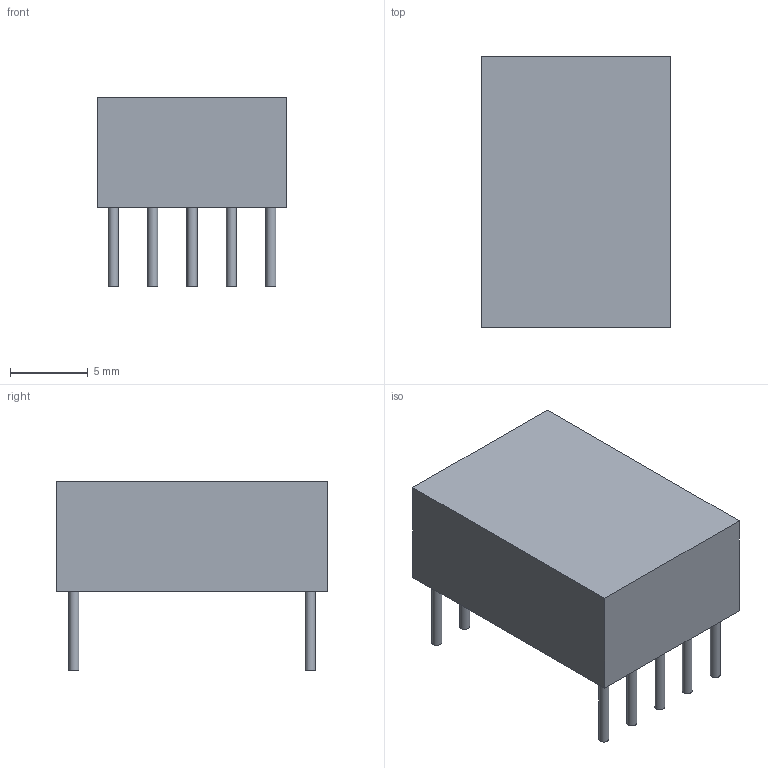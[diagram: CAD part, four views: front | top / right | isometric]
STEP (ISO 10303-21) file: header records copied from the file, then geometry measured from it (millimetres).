
FILE_DESCRIPTION(('FreeCAD Model'),'2;1');
FILE_NAME('1375588.1.4.stp','2020-09-08T12:03:51',( 'Author'),(''),'Open CASCADE STEP processor 6.9','FreeCAD','Unknown' );
FILE_SCHEMA(('AUTOMOTIVE_DESIGN { 1 0 10303 214 1 1 1 1 }'));
Length unit declared in the file: millimetre
Products named in the file (3): ASSEMBLY; Body; Leads
Assembly tree (11 placements, depth 2):
  ASSEMBLY
    Body
    Leads  x10
Bounding box: 12.25 x 17.5 x 12.2 mm (x, y, z)
Volume: 1691.3 mm3; surface area: 1959 mm2
Topology: 101 solids, 101 shells, 306 faces, 312 edges, 208 vertices
Faces by surface type: plane 206, cylinder 100
Full cylindrical faces by diameter (mm): 0.65 x100
Entity records: 1453 total; most frequent: DIRECTION 242, CARTESIAN_POINT 202, LINE 86, VECTOR 86, ORIENTED_EDGE 84, PCURVE 84, DEFINITIONAL_REPRESENTATION 84, AXIS2_PLACEMENT_3D 68
